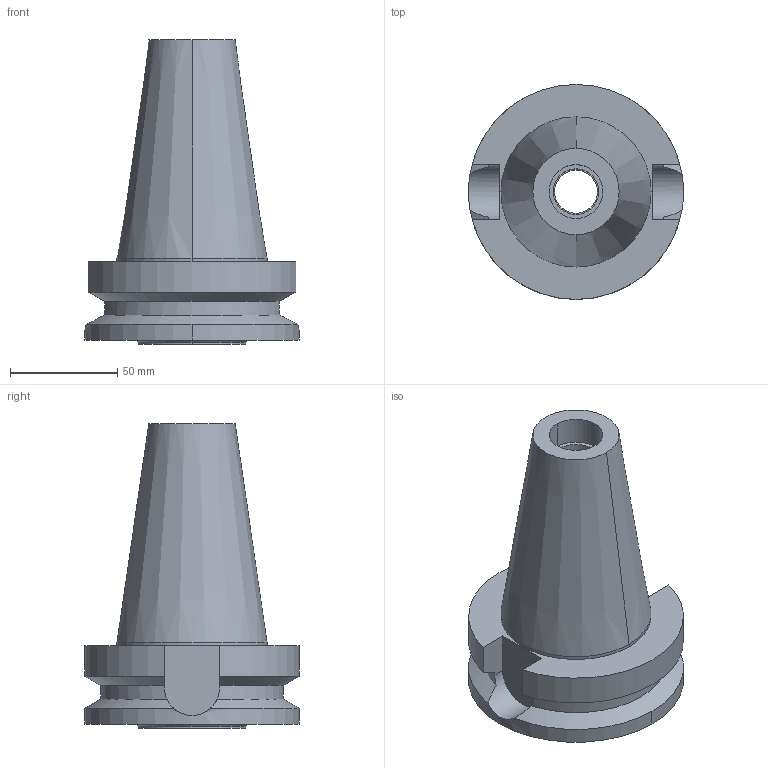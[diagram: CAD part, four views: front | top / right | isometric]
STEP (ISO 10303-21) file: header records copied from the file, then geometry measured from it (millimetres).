
FILE_DESCRIPTION((''),'2;1');
FILE_NAME('BBT50-C5-40','2019-02-07T',('ykawabe'),(''),'CREO PARAMETRIC BY PTC INC, 2016380','CREO PARAMETRIC BY PTC INC, 2016380','');
FILE_SCHEMA(('AUTOMOTIVE_DESIGN { 1 0 10303 214 1 1 1 1 }'));
Length unit declared in the file: millimetre
Products named in the file (1): BBT50-C5-40
Bounding box: 100 x 100 x 141.8 mm (x, y, z)
Volume: 431485.6 mm3; surface area: 55959.1 mm2
Topology: 1 solids, 1 shells, 44 faces, 115 edges, 79 vertices
Faces by surface type: cylinder 20, plane 14, cone 8, bspline 2
Entity records: 2233 total; most frequent: CARTESIAN_POINT 637, DIRECTION 244, ORIENTED_EDGE 230, PRESENTATION_STYLE_ASSIGNMENT 120, STYLED_ITEM 120, CURVE_STYLE 119, EDGE_CURVE 115, AXIS2_PLACEMENT_3D 101
